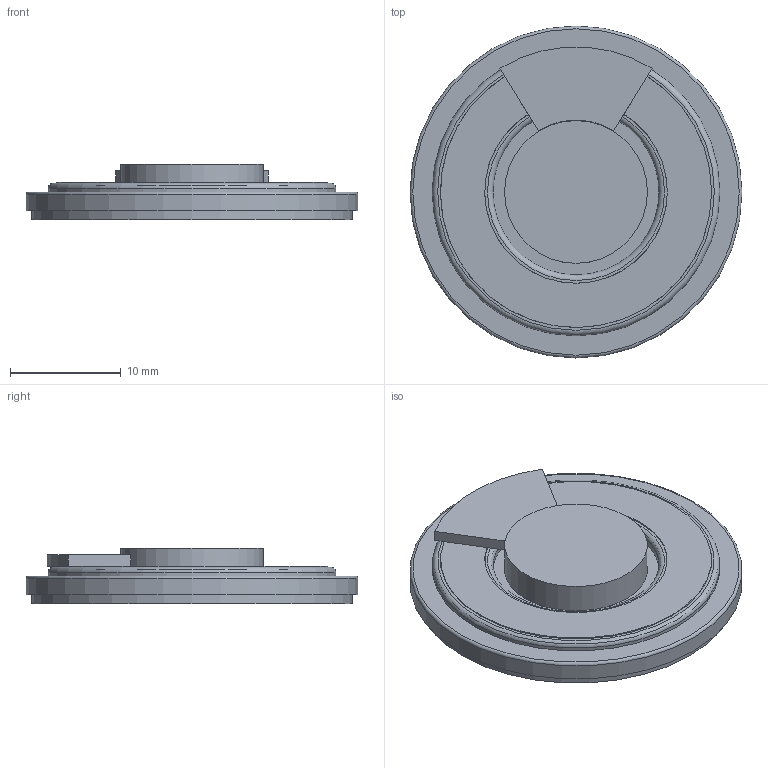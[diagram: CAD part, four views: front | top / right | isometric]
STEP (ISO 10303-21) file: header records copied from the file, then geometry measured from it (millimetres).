
FILE_DESCRIPTION(/* description */ ('Alibre Inc.'),/* implementation_level */ '2;1');
FILE_NAME(/* name */ 'export0',/* time_stamp */ '2018-10-10T19:51:01-05:00',/* author */ (''),/* organization */ (''),/* preprocessor_version */ 'ST-DEVELOPER v17',/* originating_system */ 'Alibre',/* authorisation */ '');
FILE_SCHEMA (('CONFIG_CONTROL_DESIGN'));
Length unit declared in the file: millimetre
Products named in the file (1): ID_1
Bounding box: 30 x 30 x 5 mm (x, y, z)
Volume: 455.8 mm3; surface area: 2625 mm2
Topology: 1 solids, 1 shells, 35 faces, 62 edges, 39 vertices
Faces by surface type: plane 18, cylinder 14, torus 3
Full cylindrical faces by diameter (mm): 12.5 x1, 12.9 x1, 15 x1, 15.4 x1, 16.5 x1, 24.5 x1, 25.6 x1, 26 x1, 27.5 x1, 29 x1, 29.6 x1, 30 x1
Entity records: 794 total; most frequent: DIRECTION 118, CARTESIAN_POINT 110, ORIENTED_EDGE 90, AXIS2_PLACEMENT_3D 63, EDGE_LOOP 60, FACE_BOUND 60, EDGE_CURVE 45, VERTEX_POINT 37
